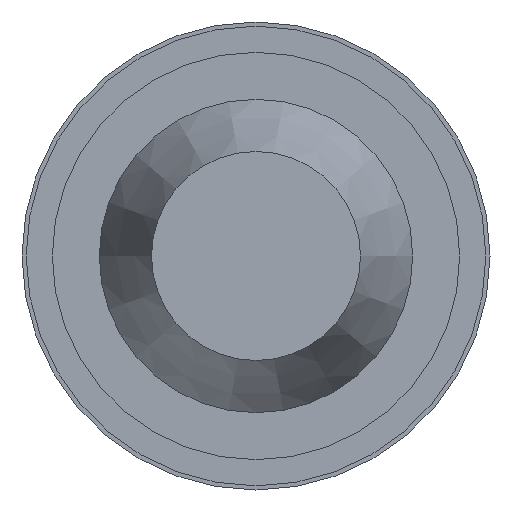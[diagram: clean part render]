
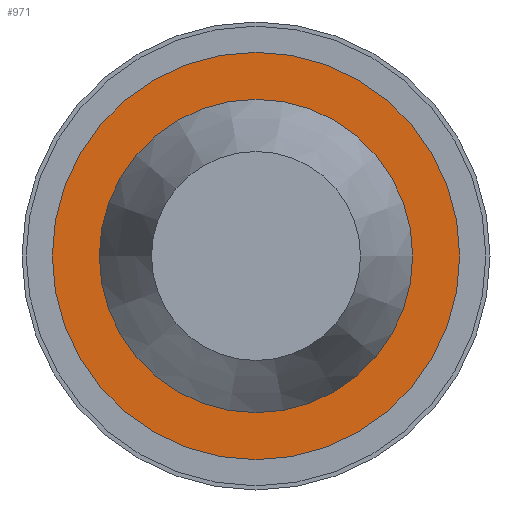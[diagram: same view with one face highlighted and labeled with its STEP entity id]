
A CAD part, front view. The second image highlights one B-rep face of the part: STEP entity #971.
In plain terms, the highlighted planar face has unit normal (0, -1, 0).
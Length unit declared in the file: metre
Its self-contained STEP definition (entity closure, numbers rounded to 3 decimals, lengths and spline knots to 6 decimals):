
#54=PLANE('',#1261);
#117=ORIENTED_EDGE('',*,*,#290,.T.);
#118=ORIENTED_EDGE('',*,*,#291,.F.);
#290=EDGE_CURVE('',#381,#381,#473,.T.);
#291=EDGE_CURVE('',#382,#382,#474,.T.);
#381=VERTEX_POINT('',#1882);
#382=VERTEX_POINT('',#1885);
#473=CIRCLE('',#1260,0.00975);
#474=CIRCLE('',#1262,0.0075);
#573=EDGE_LOOP('',(#117));
#574=EDGE_LOOP('',(#118));
#755=FACE_BOUND('',#573,.T.);
#756=FACE_BOUND('',#574,.T.);
#971=ADVANCED_FACE('',(#755,#756),#54,.T.);
#1260=AXIS2_PLACEMENT_3D('',#1881,#1483,#1484);
#1261=AXIS2_PLACEMENT_3D('',#1883,#1485,#1486);
#1262=AXIS2_PLACEMENT_3D('',#1884,#1487,#1488);
#1483=DIRECTION('',(0.,-1.,0.));
#1484=DIRECTION('',(-1.,0.,0.));
#1485=DIRECTION('',(0.,-1.,0.));
#1486=DIRECTION('',(-1.,0.,0.));
#1487=DIRECTION('',(0.,-1.,0.));
#1488=DIRECTION('',(-1.,0.,0.));
#1881=CARTESIAN_POINT('',(0.,0.007,0.));
#1882=CARTESIAN_POINT('',(-0.00975,0.007,0.));
#1883=CARTESIAN_POINT('',(-0.008625,0.007,0.));
#1884=CARTESIAN_POINT('',(0.,0.007,0.));
#1885=CARTESIAN_POINT('',(-0.0075,0.007,0.));
